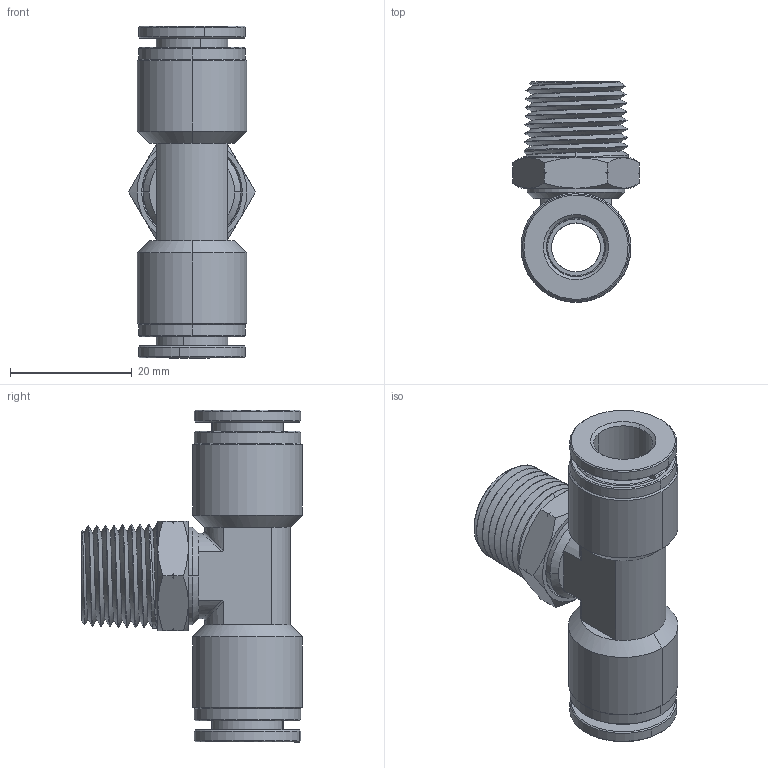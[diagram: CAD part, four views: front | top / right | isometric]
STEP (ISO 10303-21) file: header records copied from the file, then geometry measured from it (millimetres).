
FILE_DESCRIPTION (( 'STEP AP214' ), '1' );
FILE_NAME ('BTS3-8N3-8W.STEP', '2018-07-24T19:20:25', ( '' ), ( '' ), 'SwSTEP 2.0', 'SolidWorks 2016', '' );
FILE_SCHEMA (( 'AUTOMOTIVE_DESIGN' ));
Length unit declared in the file: millimetre
Products named in the file (1): BTS3-8N3-8W
Bounding box: 20.78 x 36.2 x 54.44 mm (x, y, z)
Volume: 9291.7 mm3; surface area: 15014.8 mm2
Topology: 12 solids, 12 shells, 909 faces, 2489 edges, 1617 vertices
Faces by surface type: plane 323, cone 314, cylinder 154, bspline 114, torus 4
Entity records: 45403 total; most frequent: CARTESIAN_POINT 13904, ORIENTED_EDGE 4974, DIRECTION 3871, EDGE_CURVE 2487, VERTEX_POINT 1617, AXIS2_PLACEMENT_3D 1569, B_SPLINE_CURVE_WITH_KNOTS 952, EDGE_LOOP 950
